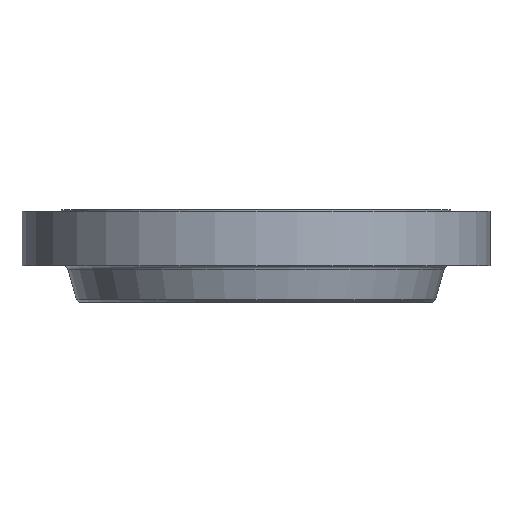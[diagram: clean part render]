
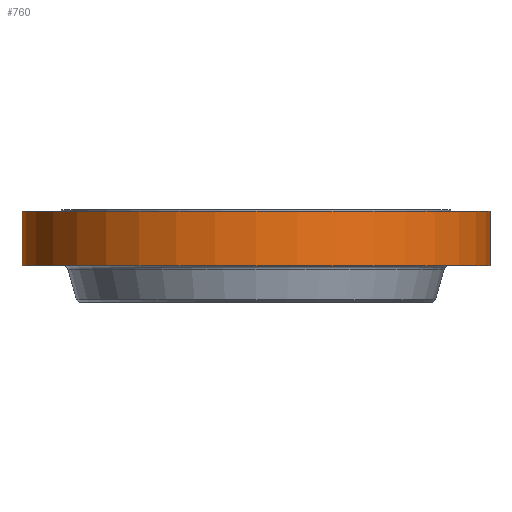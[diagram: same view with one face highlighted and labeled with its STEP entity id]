
A CAD part, front view. The second image highlights one B-rep face of the part: STEP entity #760.
In plain terms, the highlighted cylindrical face has radius 996.95 mm (diameter 1993.9 mm), a partial arc.
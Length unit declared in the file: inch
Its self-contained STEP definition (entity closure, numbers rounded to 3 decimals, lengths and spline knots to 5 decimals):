
#11 = DIRECTION ( 'NONE',  ( 0., 0., 1. ) ) ;
#60 = VERTEX_POINT ( 'NONE', #547 ) ;
#111 = DIRECTION ( 'NONE',  ( 0., 0., 1. ) ) ;
#269 = AXIS2_PLACEMENT_3D ( 'NONE', #2173, #1078, #2446 ) ;
#326 = CARTESIAN_POINT ( 'NONE',  ( 39.25, 0., -9.4375 ) ) ;
#408 = ORIENTED_EDGE ( 'NONE', *, *, #973, .F. ) ;
#418 = FACE_OUTER_BOUND ( 'NONE', #1873, .T. ) ;
#488 = EDGE_CURVE ( 'NONE', #1588, #1329, #1333, .T. ) ;
#547 = CARTESIAN_POINT ( 'NONE',  ( -39.25, 0., -0.25 ) ) ;
#594 = EDGE_CURVE ( 'NONE', #791, #60, #1757, .T. ) ;
#700 = CARTESIAN_POINT ( 'NONE',  ( 39.25, 0., -0.25 ) ) ;
#760 = ADVANCED_FACE ( 'NONE', ( #418 ), #2217, .T. ) ;
#791 = VERTEX_POINT ( 'NONE', #840 ) ;
#840 = CARTESIAN_POINT ( 'NONE',  ( -39.25, 0., -9.4375 ) ) ;
#959 = CARTESIAN_POINT ( 'NONE',  ( 0., 0., -0.25 ) ) ;
#973 = EDGE_CURVE ( 'NONE', #60, #1329, #1202, .T. ) ;
#1034 = CARTESIAN_POINT ( 'NONE',  ( 0., 0., 0. ) ) ;
#1077 = ORIENTED_EDGE ( 'NONE', *, *, #594, .F. ) ;
#1078 = DIRECTION ( 'NONE',  ( 0., 0., 1. ) ) ;
#1187 = DIRECTION ( 'NONE',  ( 1., 0., 0. ) ) ;
#1202 = CIRCLE ( 'NONE', #2147, 39.25 ) ;
#1329 = VERTEX_POINT ( 'NONE', #700 ) ;
#1333 = LINE ( 'NONE', #2513, #1949 ) ;
#1534 = CIRCLE ( 'NONE', #269, 39.25 ) ;
#1535 = VECTOR ( 'NONE', #111, 39.37008 ) ;
#1588 = VERTEX_POINT ( 'NONE', #326 ) ;
#1643 = AXIS2_PLACEMENT_3D ( 'NONE', #1034, #11, #2395 ) ;
#1644 = ORIENTED_EDGE ( 'NONE', *, *, #1986, .T. ) ;
#1757 = LINE ( 'NONE', #2563, #1535 ) ;
#1760 = DIRECTION ( 'NONE',  ( 0., 0., 1. ) ) ;
#1873 = EDGE_LOOP ( 'NONE', ( #1077, #1644, #2085, #408 ) ) ;
#1949 = VECTOR ( 'NONE', #1760, 39.37008 ) ;
#1986 = EDGE_CURVE ( 'NONE', #791, #1588, #1534, .T. ) ;
#2085 = ORIENTED_EDGE ( 'NONE', *, *, #488, .T. ) ;
#2147 = AXIS2_PLACEMENT_3D ( 'NONE', #959, #2534, #1187 ) ;
#2173 = CARTESIAN_POINT ( 'NONE',  ( 0., 0., -9.4375 ) ) ;
#2217 = CYLINDRICAL_SURFACE ( 'NONE', #1643, 39.25 ) ;
#2395 = DIRECTION ( 'NONE',  ( 1., 0., 0. ) ) ;
#2446 = DIRECTION ( 'NONE',  ( 1., 0., 0. ) ) ;
#2513 = CARTESIAN_POINT ( 'NONE',  ( 39.25, 0., 0. ) ) ;
#2534 = DIRECTION ( 'NONE',  ( 0., 0., 1. ) ) ;
#2563 = CARTESIAN_POINT ( 'NONE',  ( -39.25, 0., 0. ) ) ;
